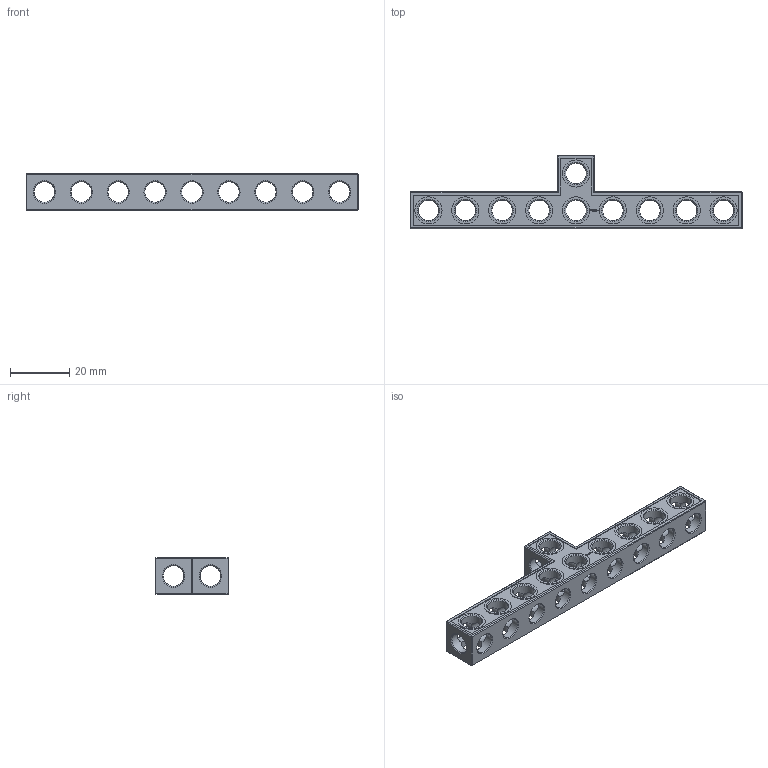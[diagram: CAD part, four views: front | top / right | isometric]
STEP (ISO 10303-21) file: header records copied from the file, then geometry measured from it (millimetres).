
FILE_DESCRIPTION(('FreeCAD Model'),'2;1');
FILE_NAME('Open CASCADE Shape Model','2022-01-27T22:30:46',( 'Paulo Kiefe'),('STEMFIE.org'),'Open CASCADE STEP processor 7.4', 'FreeCAD','Unknown');
FILE_SCHEMA(('AUTOMOTIVE_DESIGN { 1 0 10303 214 1 1 1 1 }'));
Products named in the file (1): Beam_TSH_SYM_ESS_BU09x02x01_-_SPN-BEM-1057_(stemfie.org)
Bounding box: 112.5 x 25 x 12.5 mm (x, y, z)
Volume: 9768.5 mm3; surface area: 8900.6 mm2
Topology: 1 solids, 1 shells, 624 faces, 1782 edges, 1164 vertices
Faces by surface type: plane 391, extrusion 126, cylinder 63, cone 44
Full cylindrical faces by diameter (mm): 6.98 x10, 7 x43, 9.2 x10
Entity records: 64482 total; most frequent: CARTESIAN_POINT 30667, DIRECTION 5468, VECTOR 4090, LINE 3964, ORIENTED_EDGE 3564, PCURVE 3564, DEFINITIONAL_REPRESENTATION 3564, EDGE_CURVE 1782
